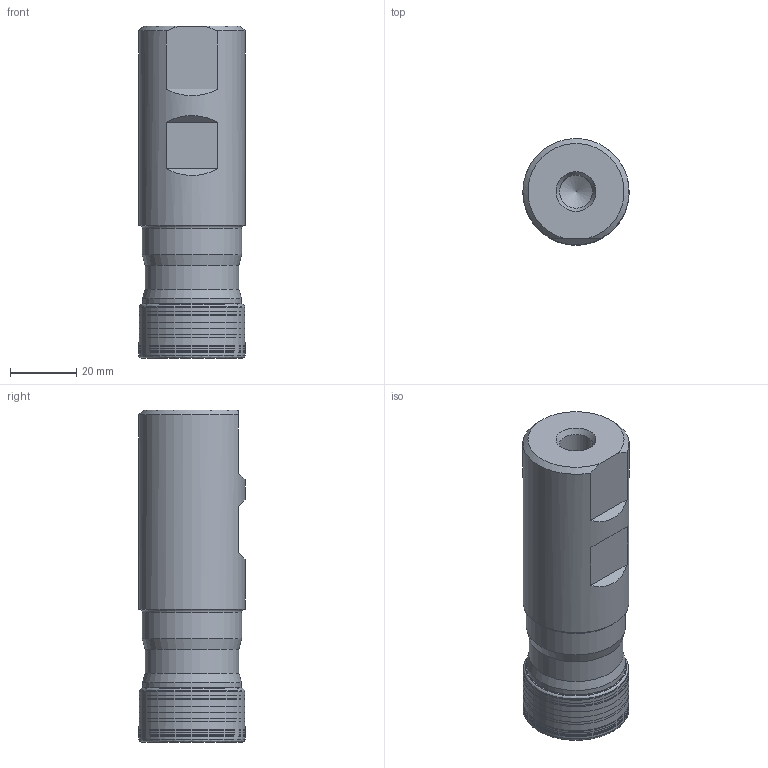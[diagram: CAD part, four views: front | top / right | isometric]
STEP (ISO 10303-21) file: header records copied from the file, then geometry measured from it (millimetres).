
FILE_DESCRIPTION(/* description */ (''),/* implementation_level */ '2;1');
FILE_NAME(/* name */ '32A3R040B32_SAP16D_C_SIM.stp',/* time_stamp */ '2020-01-13T10:52:15+01:00',/* author */ (''),/* organization */ (''),/* preprocessor_version */ 'ST-DEVELOPER v16.7',/* originating_system */ 'SIEMENS PLM Software NX 12.0',/* authorisation */ '');
FILE_SCHEMA (('AUTOMOTIVE_DESIGN { 1 0 10303 214 3 1 1 1 }'));
Length unit declared in the file: millimetre
Products named in the file (1): wq70379CAA9F171z
Bounding box: 32.05 x 32.05 x 100.02 mm (x, y, z)
Volume: 80117.5 mm3; surface area: 16350.6 mm2
Topology: 2 solids, 2 shells, 82 faces, 170 edges, 91 vertices
Faces by surface type: revolution 62, plane 7, cone 6, cylinder 5, torus 2
Full cylindrical faces by diameter (mm): 10 x1, 28.3 x1, 29.8 x1, 30 x1, 32 x1
Entity records: 2168 total; most frequent: CARTESIAN_POINT 695, DIRECTION 270, ORIENTED_EDGE 178, EDGE_LOOP 157, FACE_BOUND 153, AXIS2_PLACEMENT_3D 100, EDGE_CURVE 89, VERTEX_POINT 86
